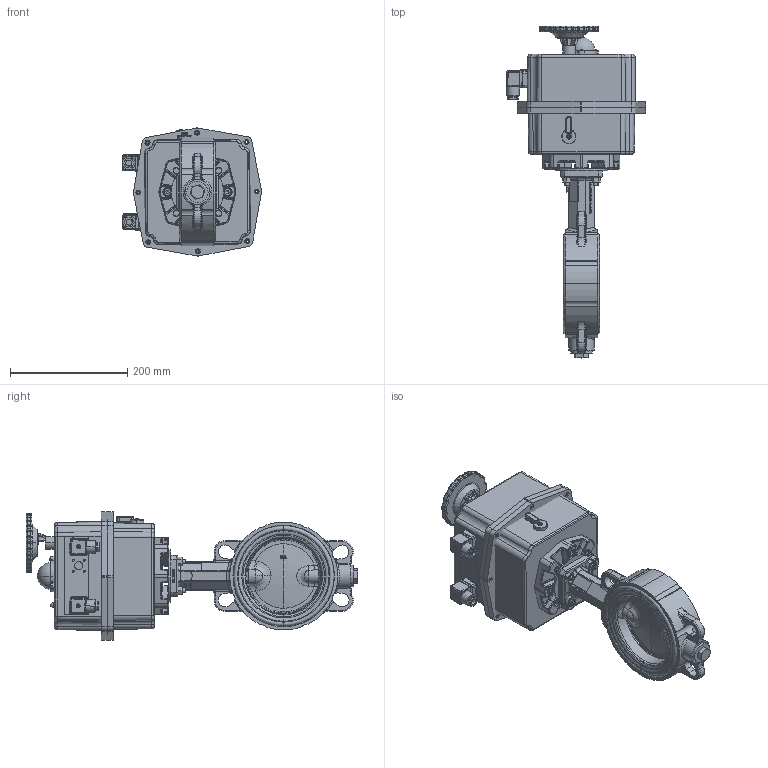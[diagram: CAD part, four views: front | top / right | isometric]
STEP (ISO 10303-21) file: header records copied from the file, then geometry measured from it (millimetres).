
FILE_DESCRIPTION (( 'STEP AP203' ), '1' );
FILE_NAME ('AKE01_DN125.STEP', '2022-10-14T08:43:36', ( '' ), ( '' ), 'SwSTEP 2.0', 'SolidWorks 2021', '' );
FILE_SCHEMA (( 'CONFIG_CONTROL_DESIGN' ));
Length unit declared in the file: metre
Products named in the file (1): AKE01_DN125
Bounding box: 236.88 x 565.5 x 218.25 mm (x, y, z)
Surface area: 446224.7 mm2 (no closed solid volume)
Topology: 0 solids, 111 shells, 2006 faces, 6819 edges, 4747 vertices
Faces by surface type: cylinder 823, plane 525, torus 309, bspline 160, cone 138, sphere 51
Entity records: 91656 total; most frequent: CARTESIAN_POINT 34706, DIRECTION 12104, ORIENTED_EDGE 10860, EDGE_CURVE 6758, VERTEX_POINT 4733, AXIS2_PLACEMENT_3D 4665, CIRCLE 2818, VECTOR 2774
